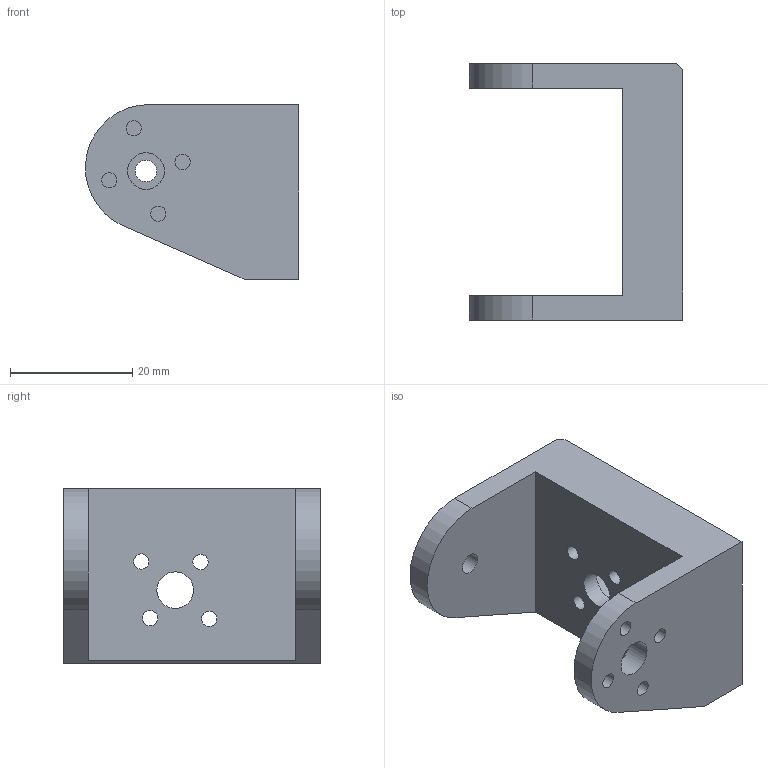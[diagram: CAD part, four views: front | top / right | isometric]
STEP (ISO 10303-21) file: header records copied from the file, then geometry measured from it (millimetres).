
FILE_DESCRIPTION(('FreeCAD Model'),'2;1');
FILE_NAME('rightShoulder.step', '2016-02-18T10:13:16',('Author'),(''), 'Open CASCADE STEP processor 6.8','FreeCAD','Unknown');
FILE_SCHEMA(('AUTOMOTIVE_DESIGN_CC2 { 1 2 10303 214 -1 1 5 4 }'));
Length unit declared in the file: millimetre
Products named in the file (1): right-shoulder
Bounding box: 34.92 x 42 x 28.65 mm (x, y, z)
Volume: 13590.9 mm3; surface area: 6816.4 mm2
Topology: 1 solids, 1 shells, 25 faces, 66 edges, 44 vertices
Faces by surface type: cylinder 14, plane 11
Full cylindrical faces by diameter (mm): 2.5 x8, 3.5 x1, 6 x2, 20 x1
Entity records: 1741 total; most frequent: CARTESIAN_POINT 364, DIRECTION 252, ORIENTED_EDGE 132, PCURVE 132, DEFINITIONAL_REPRESENTATION 132, LINE 130, VECTOR 130, EDGE_CURVE 66
